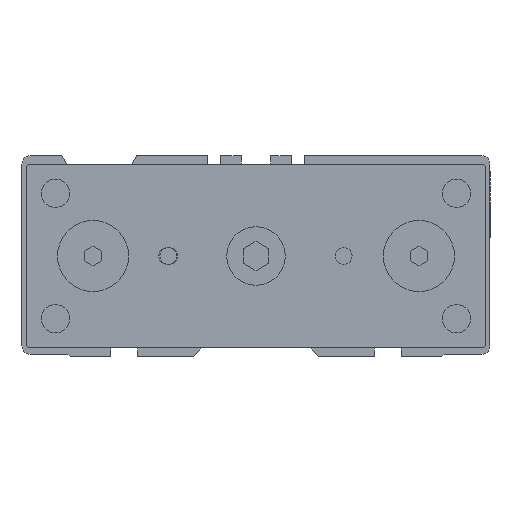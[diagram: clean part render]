
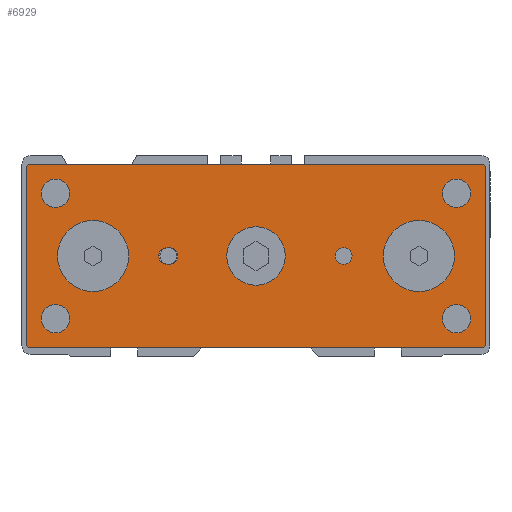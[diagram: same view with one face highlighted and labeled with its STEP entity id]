
A CAD part, left-side view. The second image highlights one B-rep face of the part: STEP entity #6929.
In plain terms, the highlighted planar face has unit normal (-1, 0, 0).
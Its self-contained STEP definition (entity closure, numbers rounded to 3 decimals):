
#6554=CARTESIAN_POINT('',(234.5,-197.5,0.));
#6555=VERTEX_POINT('Vertex294',#6554);
#6556=CARTESIAN_POINT('',(234.5,-189.,0.));
#6557=DIRECTION('',(1.,0.,0.));
#6558=DIRECTION('',(0.,-1.,0.));
#6559=AXIS2_PLACEMENT_3D('',#6556,#6557,#6558);
#6560=CIRCLE('nurbsCrv408',#6559,8.5);
#6561=EDGE_CURVE('Edge408',#6555,#6555,#6560,.T.);
#6574=CARTESIAN_POINT('',(234.5,-157.,0.));
#6575=VERTEX_POINT('Vertex295',#6574);
#6576=CARTESIAN_POINT('',(234.5,-150.,0.));
#6577=DIRECTION('',(1.,0.,0.));
#6578=DIRECTION('',(0.,-1.,0.));
#6579=AXIS2_PLACEMENT_3D('',#6576,#6577,#6578);
#6580=CIRCLE('nurbsCrv409',#6579,7.);
#6581=EDGE_CURVE('Edge409',#6575,#6575,#6580,.T.);
#6594=CARTESIAN_POINT('',(234.5,-119.5,0.));
#6595=VERTEX_POINT('Vertex296',#6594);
#6596=CARTESIAN_POINT('',(234.5,-111.,0.));
#6597=DIRECTION('',(1.,0.,0.));
#6598=DIRECTION('',(0.,-1.,0.));
#6599=AXIS2_PLACEMENT_3D('',#6596,#6597,#6598);
#6600=CIRCLE('nurbsCrv410',#6599,8.5);
#6601=EDGE_CURVE('Edge410',#6595,#6595,#6600,.T.);
#6622=CARTESIAN_POINT('',(234.5,-128.75,2.));
#6623=VERTEX_POINT('Vertex299',#6622);
#6630=CARTESIAN_POINT('',(234.5,-128.75,-2.));
#6631=VERTEX_POINT('Vertex300',#6630);
#6632=CARTESIAN_POINT('',(234.5,-128.75,0.));
#6633=DIRECTION('',(1.,0.,0.));
#6634=DIRECTION('',(0.,0.,-1.));
#6635=AXIS2_PLACEMENT_3D('',#6632,#6633,#6634);
#6636=CIRCLE('nurbsCrv413',#6635,2.);
#6637=EDGE_CURVE('Edge413',#6631,#6623,#6636,.T.);
#6661=CARTESIAN_POINT('',(234.5,-129.25,2.));
#6662=VERTEX_POINT('Vertex302',#6661);
#6669=CARTESIAN_POINT('',(234.5,-129.,2.));
#6670=DIRECTION('',(0.,-1.,0.));
#6671=VECTOR('',#6670,1.);
#6672=LINE('nurbsCrv417',#6669,#6671);
#6673=EDGE_CURVE('Edge417',#6623,#6662,#6672,.T.);
#6699=CARTESIAN_POINT('',(234.5,-129.25,-2.));
#6700=VERTEX_POINT('Vertex304',#6699);
#6707=CARTESIAN_POINT('',(234.5,-129.25,0.));
#6708=DIRECTION('',(1.,0.,0.));
#6709=DIRECTION('',(0.,0.,1.));
#6710=AXIS2_PLACEMENT_3D('',#6707,#6708,#6709);
#6711=CIRCLE('nurbsCrv421',#6710,2.);
#6712=EDGE_CURVE('Edge421',#6662,#6700,#6711,.T.);
#6726=CARTESIAN_POINT('',(234.5,-173.,0.));
#6727=VERTEX_POINT('Vertex305',#6726);
#6728=CARTESIAN_POINT('',(234.5,-171.,0.));
#6729=DIRECTION('',(1.,0.,0.));
#6730=DIRECTION('',(0.,-1.,0.));
#6731=AXIS2_PLACEMENT_3D('',#6728,#6729,#6730);
#6732=CIRCLE('nurbsCrv422',#6731,2.);
#6733=EDGE_CURVE('Edge422',#6727,#6727,#6732,.T.);
#6780=CARTESIAN_POINT('',(234.5,-129.,-2.));
#6781=DIRECTION('',(0.,1.,0.));
#6782=VECTOR('',#6781,1.);
#6783=LINE('nurbsCrv425',#6780,#6782);
#6784=EDGE_CURVE('Edge425',#6700,#6631,#6783,.T.);
#6796=CARTESIAN_POINT('',(234.5,-205.,21.5));
#6797=VERTEX_POINT('Vertex311',#6796);
#6798=CARTESIAN_POINT('',(234.5,-204.5,22.));
#6799=VERTEX_POINT('Vertex310',#6798);
#6800=CARTESIAN_POINT('',(234.5,-204.75,21.75));
#6801=DIRECTION('',(0.,0.707,0.707));
#6802=VECTOR('',#6801,1.);
#6803=LINE('nurbsCrv430',#6800,#6802);
#6804=EDGE_CURVE('Edge430',#6797,#6799,#6803,.T.);
#6805=ORIENTED_EDGE('Edgeuse851',*,*,#6804,.T.);
#6806=CARTESIAN_POINT('',(234.5,-95.5,22.));
#6807=VERTEX_POINT('Vertex312',#6806);
#6808=CARTESIAN_POINT('',(234.5,-150.,22.));
#6809=DIRECTION('',(0.,1.,0.));
#6810=VECTOR('',#6809,1.);
#6811=LINE('nurbsCrv431',#6808,#6810);
#6812=EDGE_CURVE('Edge431',#6799,#6807,#6811,.T.);
#6813=ORIENTED_EDGE('Edgeuse852',*,*,#6812,.T.);
#6814=CARTESIAN_POINT('',(234.5,-95.,21.5));
#6815=VERTEX_POINT('Vertex313',#6814);
#6816=CARTESIAN_POINT('',(234.5,-95.25,21.75));
#6817=DIRECTION('',(0.,-0.707,0.707));
#6818=VECTOR('',#6817,1.);
#6819=LINE('nurbsCrv432',#6816,#6818);
#6820=EDGE_CURVE('Edge432',#6815,#6807,#6819,.T.);
#6821=ORIENTED_EDGE('Edgeuse853',*,*,#6820,.F.);
#6822=CARTESIAN_POINT('',(234.5,-95.,-21.5));
#6823=VERTEX_POINT('Vertex314',#6822);
#6824=CARTESIAN_POINT('',(234.5,-95.,0.));
#6825=DIRECTION('',(0.,0.,1.));
#6826=VECTOR('',#6825,1.);
#6827=LINE('nurbsCrv433',#6824,#6826);
#6828=EDGE_CURVE('Edge433',#6823,#6815,#6827,.T.);
#6829=ORIENTED_EDGE('Edgeuse854',*,*,#6828,.F.);
#6830=CARTESIAN_POINT('',(234.5,-95.5,-22.));
#6831=VERTEX_POINT('Vertex315',#6830);
#6832=CARTESIAN_POINT('',(234.5,-95.25,-21.75));
#6833=DIRECTION('',(0.,0.707,0.707));
#6834=VECTOR('',#6833,1.);
#6835=LINE('nurbsCrv434',#6832,#6834);
#6836=EDGE_CURVE('Edge434',#6831,#6823,#6835,.T.);
#6837=ORIENTED_EDGE('Edgeuse855',*,*,#6836,.F.);
#6838=CARTESIAN_POINT('',(234.5,-204.5,-22.));
#6839=VERTEX_POINT('Vertex316',#6838);
#6840=CARTESIAN_POINT('',(234.5,-150.,-22.));
#6841=DIRECTION('',(0.,1.,0.));
#6842=VECTOR('',#6841,1.);
#6843=LINE('nurbsCrv435',#6840,#6842);
#6844=EDGE_CURVE('Edge435',#6839,#6831,#6843,.T.);
#6845=ORIENTED_EDGE('Edgeuse856',*,*,#6844,.F.);
#6846=CARTESIAN_POINT('',(234.5,-205.,-21.5));
#6847=VERTEX_POINT('Vertex317',#6846);
#6848=CARTESIAN_POINT('',(234.5,-204.75,-21.75));
#6849=DIRECTION('',(0.,0.707,-0.707));
#6850=VECTOR('',#6849,1.);
#6851=LINE('nurbsCrv436',#6848,#6850);
#6852=EDGE_CURVE('Edge436',#6847,#6839,#6851,.T.);
#6853=ORIENTED_EDGE('Edgeuse857',*,*,#6852,.F.);
#6854=CARTESIAN_POINT('',(234.5,-205.,0.));
#6855=DIRECTION('',(0.,0.,1.));
#6856=VECTOR('',#6855,1.);
#6857=LINE('nurbsCrv437',#6854,#6856);
#6858=EDGE_CURVE('Edge437',#6847,#6797,#6857,.T.);
#6859=ORIENTED_EDGE('Edgeuse858',*,*,#6858,.T.);
#6860=EDGE_LOOP('',(#6805,#6813,#6821,#6829,#6837,#6845,#6853,#6859));
#6861=FACE_OUTER_BOUND('',#6860,.T.);
#6862=ORIENTED_EDGE('Edgeuse859',*,*,#6733,.T.);
#6863=EDGE_LOOP('',(#6862));
#6864=FACE_BOUND('',#6863,.T.);
#6865=ORIENTED_EDGE('Edgeuse860',*,*,#6784,.T.);
#6866=ORIENTED_EDGE('Edgeuse861',*,*,#6637,.T.);
#6867=ORIENTED_EDGE('Edgeuse862',*,*,#6673,.T.);
#6868=ORIENTED_EDGE('Edgeuse863',*,*,#6712,.T.);
#6869=EDGE_LOOP('',(#6865,#6866,#6867,#6868));
#6870=FACE_BOUND('',#6869,.T.);
#6871=ORIENTED_EDGE('Edgeuse844',*,*,#6601,.T.);
#6872=EDGE_LOOP('',(#6871));
#6873=FACE_BOUND('',#6872,.T.);
#6874=ORIENTED_EDGE('Edgeuse845',*,*,#6581,.T.);
#6875=EDGE_LOOP('',(#6874));
#6876=FACE_BOUND('',#6875,.T.);
#6877=ORIENTED_EDGE('Edgeuse846',*,*,#6561,.T.);
#6878=EDGE_LOOP('',(#6877));
#6879=FACE_BOUND('',#6878,.T.);
#6880=CARTESIAN_POINT('',(234.5,-105.4,-15.));
#6881=VERTEX_POINT('Vertex306',#6880);
#6882=CARTESIAN_POINT('',(234.5,-102.,-15.));
#6883=DIRECTION('',(1.,0.,0.));
#6884=DIRECTION('',(0.,-1.,0.));
#6885=AXIS2_PLACEMENT_3D('',#6882,#6883,#6884);
#6886=CIRCLE('nurbsCrv426',#6885,3.4);
#6887=EDGE_CURVE('Edge426',#6881,#6881,#6886,.T.);
#6888=ORIENTED_EDGE('Edgeuse847',*,*,#6887,.T.);
#6889=EDGE_LOOP('',(#6888));
#6890=FACE_BOUND('',#6889,.T.);
#6891=CARTESIAN_POINT('',(234.5,-105.4,15.));
#6892=VERTEX_POINT('Vertex307',#6891);
#6893=CARTESIAN_POINT('',(234.5,-102.,15.));
#6894=DIRECTION('',(1.,0.,0.));
#6895=DIRECTION('',(0.,-1.,0.));
#6896=AXIS2_PLACEMENT_3D('',#6893,#6894,#6895);
#6897=CIRCLE('nurbsCrv427',#6896,3.4);
#6898=EDGE_CURVE('Edge427',#6892,#6892,#6897,.T.);
#6899=ORIENTED_EDGE('Edgeuse848',*,*,#6898,.T.);
#6900=EDGE_LOOP('',(#6899));
#6901=FACE_BOUND('',#6900,.T.);
#6902=CARTESIAN_POINT('',(234.5,-201.4,15.));
#6903=VERTEX_POINT('Vertex308',#6902);
#6904=CARTESIAN_POINT('',(234.5,-198.,15.));
#6905=DIRECTION('',(1.,0.,0.));
#6906=DIRECTION('',(0.,-1.,0.));
#6907=AXIS2_PLACEMENT_3D('',#6904,#6905,#6906);
#6908=CIRCLE('nurbsCrv428',#6907,3.4);
#6909=EDGE_CURVE('Edge428',#6903,#6903,#6908,.T.);
#6910=ORIENTED_EDGE('Edgeuse849',*,*,#6909,.T.);
#6911=EDGE_LOOP('',(#6910));
#6912=FACE_BOUND('',#6911,.T.);
#6913=CARTESIAN_POINT('',(234.5,-201.4,-15.));
#6914=VERTEX_POINT('Vertex309',#6913);
#6915=CARTESIAN_POINT('',(234.5,-198.,-15.));
#6916=DIRECTION('',(1.,0.,0.));
#6917=DIRECTION('',(0.,-1.,0.));
#6918=AXIS2_PLACEMENT_3D('',#6915,#6916,#6917);
#6919=CIRCLE('nurbsCrv429',#6918,3.4);
#6920=EDGE_CURVE('Edge429',#6914,#6914,#6919,.T.);
#6921=ORIENTED_EDGE('Edgeuse850',*,*,#6920,.T.);
#6922=EDGE_LOOP('',(#6921));
#6923=FACE_BOUND('',#6922,.T.);
#6924=CARTESIAN_POINT('',(234.5,-150.,0.));
#6925=DIRECTION('',(-1.,0.,0.));
#6926=DIRECTION('',(0.,-1.,0.));
#6927=AXIS2_PLACEMENT_3D('',#6924,#6925,#6926);
#6928=PLANE('nurbsSrf194',#6927);
#6929=ADVANCED_FACE('Face194',(#6861,#6864,#6870,#6873,#6876,#6879,#6890,#6901,
#6912,#6923),#6928,.T.);
